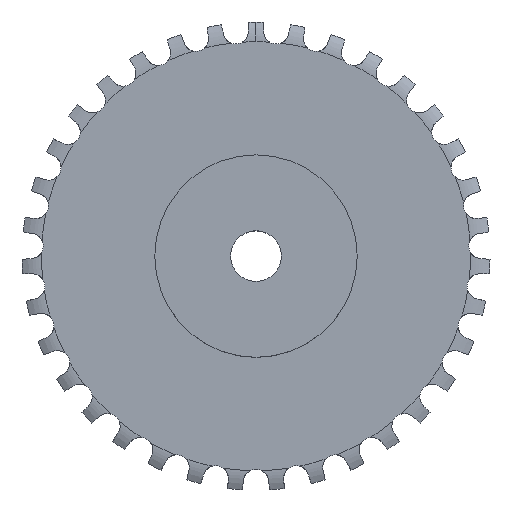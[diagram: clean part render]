
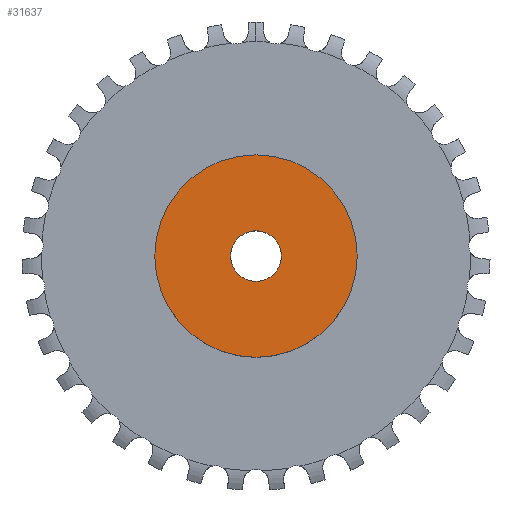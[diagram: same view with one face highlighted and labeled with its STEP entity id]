
A CAD part, top view. The second image highlights one B-rep face of the part: STEP entity #31637.
In plain terms, the highlighted planar face has unit normal (0, 0, 1).
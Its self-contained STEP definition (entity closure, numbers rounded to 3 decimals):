
#9173 = CYLINDRICAL_SURFACE('',#9174,20.);
#9174 = AXIS2_PLACEMENT_3D('',#9175,#9176,#9177);
#9175 = CARTESIAN_POINT('',(0.,0.,0.));
#9176 = DIRECTION('',(-0.,-0.,-1.));
#9177 = DIRECTION('',(1.,0.,0.));
#25503 = CYLINDRICAL_SURFACE('',#25504,5.);
#25504 = AXIS2_PLACEMENT_3D('',#25505,#25506,#25507);
#25505 = CARTESIAN_POINT('',(0.,0.,133.097));
#25506 = DIRECTION('',(0.,0.,1.));
#25507 = DIRECTION('',(1.,0.,-0.));
#29464 = VERTEX_POINT('',#29465);
#29465 = CARTESIAN_POINT('',(20.,0.,16.));
#29486 = EDGE_CURVE('',#29464,#29464,#29487,.T.);
#29487 = SURFACE_CURVE('',#29488,(#29493,#29500),.PCURVE_S1.);
#29488 = CIRCLE('',#29489,20.);
#29489 = AXIS2_PLACEMENT_3D('',#29490,#29491,#29492);
#29490 = CARTESIAN_POINT('',(0.,0.,16.));
#29491 = DIRECTION('',(0.,0.,1.));
#29492 = DIRECTION('',(1.,0.,0.));
#29493 = PCURVE('',#9173,#29494);
#29494 = DEFINITIONAL_REPRESENTATION('',(#29495),#29499);
#29495 = LINE('',#29496,#29497);
#29496 = CARTESIAN_POINT('',(-0.,-16.));
#29497 = VECTOR('',#29498,1.);
#29498 = DIRECTION('',(-1.,0.));
#29499 = ( GEOMETRIC_REPRESENTATION_CONTEXT(2) 
PARAMETRIC_REPRESENTATION_CONTEXT() REPRESENTATION_CONTEXT('2D SPACE',''
  ) );
#29500 = PCURVE('',#29501,#29506);
#29501 = PLANE('',#29502);
#29502 = AXIS2_PLACEMENT_3D('',#29503,#29504,#29505);
#29503 = CARTESIAN_POINT('',(0.,0.,16.));
#29504 = DIRECTION('',(-0.,0.,1.));
#29505 = DIRECTION('',(0.,-1.,0.));
#29506 = DEFINITIONAL_REPRESENTATION('',(#29507),#29511);
#29507 = CIRCLE('',#29508,20.);
#29508 = AXIS2_PLACEMENT_2D('',#29509,#29510);
#29509 = CARTESIAN_POINT('',(0.,0.));
#29510 = DIRECTION('',(0.,1.));
#29511 = ( GEOMETRIC_REPRESENTATION_CONTEXT(2) 
PARAMETRIC_REPRESENTATION_CONTEXT() REPRESENTATION_CONTEXT('2D SPACE',''
  ) );
#31591 = EDGE_CURVE('',#31592,#31592,#31594,.T.);
#31592 = VERTEX_POINT('',#31593);
#31593 = CARTESIAN_POINT('',(5.,0.,16.));
#31594 = SURFACE_CURVE('',#31595,(#31600,#31607),.PCURVE_S1.);
#31595 = CIRCLE('',#31596,5.);
#31596 = AXIS2_PLACEMENT_3D('',#31597,#31598,#31599);
#31597 = CARTESIAN_POINT('',(0.,0.,16.));
#31598 = DIRECTION('',(0.,0.,1.));
#31599 = DIRECTION('',(1.,0.,-0.));
#31600 = PCURVE('',#25503,#31601);
#31601 = DEFINITIONAL_REPRESENTATION('',(#31602),#31606);
#31602 = LINE('',#31603,#31604);
#31603 = CARTESIAN_POINT('',(0.,-117.097));
#31604 = VECTOR('',#31605,1.);
#31605 = DIRECTION('',(1.,0.));
#31606 = ( GEOMETRIC_REPRESENTATION_CONTEXT(2) 
PARAMETRIC_REPRESENTATION_CONTEXT() REPRESENTATION_CONTEXT('2D SPACE',''
  ) );
#31607 = PCURVE('',#29501,#31608);
#31608 = DEFINITIONAL_REPRESENTATION('',(#31609),#31613);
#31609 = CIRCLE('',#31610,5.);
#31610 = AXIS2_PLACEMENT_2D('',#31611,#31612);
#31611 = CARTESIAN_POINT('',(0.,0.));
#31612 = DIRECTION('',(0.,1.));
#31613 = ( GEOMETRIC_REPRESENTATION_CONTEXT(2) 
PARAMETRIC_REPRESENTATION_CONTEXT() REPRESENTATION_CONTEXT('2D SPACE',''
  ) );
#31637 = ADVANCED_FACE('',(#31638,#31641),#29501,.T.);
#31638 = FACE_BOUND('',#31639,.T.);
#31639 = EDGE_LOOP('',(#31640));
#31640 = ORIENTED_EDGE('',*,*,#29486,.T.);
#31641 = FACE_BOUND('',#31642,.T.);
#31642 = EDGE_LOOP('',(#31643));
#31643 = ORIENTED_EDGE('',*,*,#31591,.F.);
